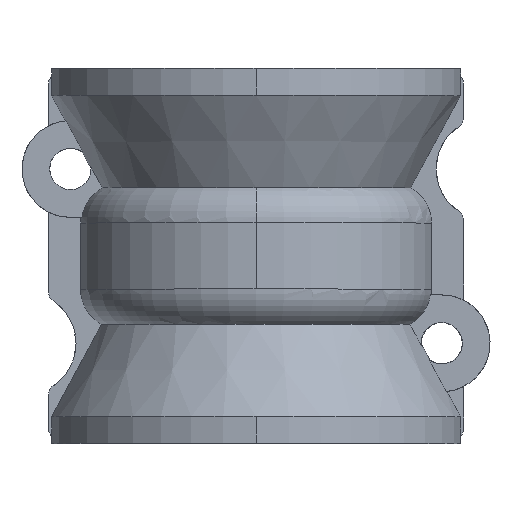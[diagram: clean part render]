
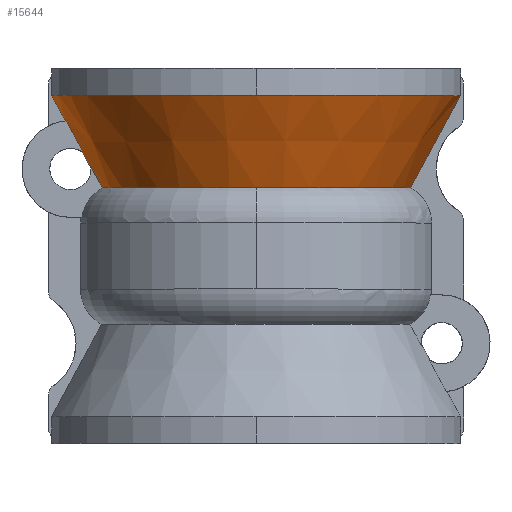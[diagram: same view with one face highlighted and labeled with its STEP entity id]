
A CAD part, top view. The second image highlights one B-rep face of the part: STEP entity #15644.
In plain terms, the highlighted conical face has half-angle 28.094 degrees and reference radius 9.726 mm.
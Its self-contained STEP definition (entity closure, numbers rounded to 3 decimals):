
#2 = CARTESIAN_POINT ( 'NONE',  ( -10.787, 6.466, 2. ) ) ;
#677 = CARTESIAN_POINT ( 'NONE',  ( -11.775, 8.382, 2.3 ) ) ;
#1011 = CARTESIAN_POINT ( 'NONE',  ( 9.577, 4.23, 2. ) ) ;
#1031 = CARTESIAN_POINT ( 'NONE',  ( -9.755, 4.663, 2.3 ) ) ;
#1295 = CARTESIAN_POINT ( 'NONE',  ( 0., 4.23, 0.3 ) ) ;
#1585 = DIRECTION ( 'NONE',  ( 0., 0., 1. ) ) ;
#1689 = EDGE_CURVE ( 'NONE', #10364, #14386, #20626, .T. ) ;
#2232 = VERTEX_POINT ( 'NONE', #6288 ) ;
#2471 = EDGE_CURVE ( 'NONE', #14386, #4997, #3170, .T. ) ;
#3170 = B_SPLINE_CURVE_WITH_KNOTS ( 'NONE', 3,
 ( #1011, #8753, #22453, #16484 ),
 .UNSPECIFIED., .F., .F.,
 ( 4, 4 ),
 ( 0., 1. ),
 .UNSPECIFIED. ) ;
#3259 = ORIENTED_EDGE ( 'NONE', *, *, #6950, .T. ) ;
#3357 = CARTESIAN_POINT ( 'NONE',  ( 0., 4.23, 10.026 ) ) ;
#4000 = CARTESIAN_POINT ( 'NONE',  ( -11.822, 8.383, 2. ) ) ;
#4210 = B_SPLINE_CURVE_WITH_KNOTS ( 'NONE', 3,
 ( #16735, #22221, #6730, #12566 ),
 .UNSPECIFIED., .F., .F.,
 ( 4, 4 ),
 ( 0.007, 0.009 ),
 .UNSPECIFIED. ) ;
#4256 = FACE_OUTER_BOUND ( 'NONE', #8311, .T. ) ;
#4337 = B_SPLINE_CURVE_WITH_KNOTS ( 'NONE', 3,
 ( #677, #15784, #11983, #4000 ),
 .UNSPECIFIED., .F., .F.,
 ( 4, 4 ),
 ( 0., 0. ),
 .UNSPECIFIED. ) ;
#4497 = CARTESIAN_POINT ( 'NONE',  ( -11.822, 8.383, 2. ) ) ;
#4518 = B_SPLINE_CURVE_WITH_KNOTS ( 'NONE', 3,
 ( #13524, #17205, #14919, #24965 ),
 .UNSPECIFIED., .F., .F.,
 ( 4, 4 ),
 ( 0., 1. ),
 .UNSPECIFIED. ) ;
#4607 = ORIENTED_EDGE ( 'NONE', *, *, #4815, .F. ) ;
#4815 = EDGE_CURVE ( 'NONE', #2232, #23054, #4518, .T. ) ;
#4895 = AXIS2_PLACEMENT_3D ( 'NONE', #11989, #19726, #14011 ) ;
#4997 = VERTEX_POINT ( 'NONE', #5783 ) ;
#5783 = CARTESIAN_POINT ( 'NONE',  ( 12.666, 9.949, 2. ) ) ;
#6098 = CARTESIAN_POINT ( 'NONE',  ( -10.729, 6.424, 2.21 ) ) ;
#6250 = CIRCLE ( 'NONE', #13127, 9.726 ) ;
#6288 = CARTESIAN_POINT ( 'NONE',  ( -10.227, 5.53, 2.3 ) ) ;
#6421 = DIRECTION ( 'NONE',  ( 0., 0., 1. ) ) ;
#6504 = CONICAL_SURFACE ( 'NONE', #4895, 9.726, 0.49 ) ;
#6509 = DIRECTION ( 'NONE',  ( 0., 0., 1. ) ) ;
#6730 = CARTESIAN_POINT ( 'NONE',  ( -11.058, 7.059, 2.3 ) ) ;
#6950 = EDGE_CURVE ( 'NONE', #15420, #16914, #4210, .T. ) ;
#8065 = ORIENTED_EDGE ( 'NONE', *, *, #19855, .F. ) ;
#8094 = ORIENTED_EDGE ( 'NONE', *, *, #16504, .T. ) ;
#8311 = EDGE_LOOP ( 'NONE', ( #4607, #14427, #23826, #18441, #17955, #22663, #17449, #21680, #24153, #3259, #8065, #8094 ) ) ;
#8753 = CARTESIAN_POINT ( 'NONE',  ( 10.468, 5.873, 2. ) ) ;
#9272 = CARTESIAN_POINT ( 'NONE',  ( -10.227, 5.53, 2.3 ) ) ;
#10364 = VERTEX_POINT ( 'NONE', #3357 ) ;
#10478 = CARTESIAN_POINT ( 'NONE',  ( -10.218, 5.413, 2. ) ) ;
#11708 = B_SPLINE_CURVE_WITH_KNOTS ( 'NONE', 3,
 ( #9272, #18408, #1031, #16503 ),
 .UNSPECIFIED., .F., .F.,
 ( 4, 4 ),
 ( 0.01, 0.012 ),
 .UNSPECIFIED. ) ;
#11936 = CARTESIAN_POINT ( 'NONE',  ( -10.759, 6.446, 2.11 ) ) ;
#11983 = CARTESIAN_POINT ( 'NONE',  ( -11.807, 8.382, 2.1 ) ) ;
#11989 = CARTESIAN_POINT ( 'NONE',  ( 0., 4.23, 0.3 ) ) ;
#12510 = CARTESIAN_POINT ( 'NONE',  ( -10.597, 6.115, 2. ) ) ;
#12566 = CARTESIAN_POINT ( 'NONE',  ( -10.699, 6.398, 2.3 ) ) ;
#12912 = B_SPLINE_CURVE_WITH_KNOTS ( 'NONE', 3,
 ( #2, #11936, #6098, #15735 ),
 .UNSPECIFIED., .F., .F.,
 ( 4, 4 ),
 ( 0., 1. ),
 .UNSPECIFIED. ) ;
#13127 = AXIS2_PLACEMENT_3D ( 'NONE', #1295, #23908, #6509 ) ;
#13379 = DIRECTION ( 'NONE',  ( 0., 1., 0. ) ) ;
#13524 = CARTESIAN_POINT ( 'NONE',  ( -10.227, 5.53, 2.3 ) ) ;
#13950 = AXIS2_PLACEMENT_3D ( 'NONE', #19042, #18528, #24769 ) ;
#14011 = DIRECTION ( 'NONE',  ( 0., 0., -1. ) ) ;
#14142 = AXIS2_PLACEMENT_3D ( 'NONE', #18707, #13379, #1585 ) ;
#14386 = VERTEX_POINT ( 'NONE', #18087 ) ;
#14427 = ORIENTED_EDGE ( 'NONE', *, *, #19363, .T. ) ;
#14874 = CARTESIAN_POINT ( 'NONE',  ( -12.385, 9.427, 2. ) ) ;
#14919 = CARTESIAN_POINT ( 'NONE',  ( -10.219, 5.449, 2.11 ) ) ;
#15177 = VERTEX_POINT ( 'NONE', #4497 ) ;
#15286 = CARTESIAN_POINT ( 'NONE',  ( -9.519, 4.23, 2.3 ) ) ;
#15420 = VERTEX_POINT ( 'NONE', #16036 ) ;
#15644 = ADVANCED_FACE ( 'NONE', ( #4256 ), #6504, .T. ) ;
#15735 = CARTESIAN_POINT ( 'NONE',  ( -10.699, 6.398, 2.3 ) ) ;
#15784 = CARTESIAN_POINT ( 'NONE',  ( -11.792, 8.382, 2.2 ) ) ;
#15829 = VERTEX_POINT ( 'NONE', #18310 ) ;
#15854 = CARTESIAN_POINT ( 'NONE',  ( -10.787, 6.466, 2. ) ) ;
#15983 = EDGE_CURVE ( 'NONE', #15829, #15177, #17413, .T. ) ;
#16036 = CARTESIAN_POINT ( 'NONE',  ( -11.775, 8.382, 2.3 ) ) ;
#16065 = CARTESIAN_POINT ( 'NONE',  ( 0., 9.949, 0.3 ) ) ;
#16484 = CARTESIAN_POINT ( 'NONE',  ( 12.666, 9.949, 2. ) ) ;
#16503 = CARTESIAN_POINT ( 'NONE',  ( -9.519, 4.23, 2.3 ) ) ;
#16504 = EDGE_CURVE ( 'NONE', #20630, #23054, #19253, .T. ) ;
#16735 = CARTESIAN_POINT ( 'NONE',  ( -11.775, 8.382, 2.3 ) ) ;
#16777 = CARTESIAN_POINT ( 'NONE',  ( -12.103, 8.905, 2. ) ) ;
#16809 = CARTESIAN_POINT ( 'NONE',  ( -10.699, 6.398, 2.3 ) ) ;
#16914 = VERTEX_POINT ( 'NONE', #16809 ) ;
#17205 = CARTESIAN_POINT ( 'NONE',  ( -10.222, 5.488, 2.21 ) ) ;
#17413 = B_SPLINE_CURVE_WITH_KNOTS ( 'NONE', 3,
 ( #22378, #14874, #16777, #22625 ),
 .UNSPECIFIED., .F., .F.,
 ( 4, 4 ),
 ( 0.018, 0.02 ),
 .UNSPECIFIED. ) ;
#17449 = ORIENTED_EDGE ( 'NONE', *, *, #21660, .F. ) ;
#17831 = VERTEX_POINT ( 'NONE', #15286 ) ;
#17955 = ORIENTED_EDGE ( 'NONE', *, *, #2471, .T. ) ;
#18087 = CARTESIAN_POINT ( 'NONE',  ( 9.577, 4.23, 2. ) ) ;
#18310 = CARTESIAN_POINT ( 'NONE',  ( -12.666, 9.949, 2. ) ) ;
#18408 = CARTESIAN_POINT ( 'NONE',  ( -9.991, 5.096, 2.3 ) ) ;
#18441 = ORIENTED_EDGE ( 'NONE', *, *, #1689, .T. ) ;
#18528 = DIRECTION ( 'NONE',  ( 0., 1., 0. ) ) ;
#18560 = VERTEX_POINT ( 'NONE', #24227 ) ;
#18707 = CARTESIAN_POINT ( 'NONE',  ( 0., 4.23, 0.3 ) ) ;
#18795 = CIRCLE ( 'NONE', #19568, 12.779 ) ;
#19042 = CARTESIAN_POINT ( 'NONE',  ( 0., 9.949, 0.3 ) ) ;
#19253 = B_SPLINE_CURVE_WITH_KNOTS ( 'NONE', 3,
 ( #15854, #12510, #20122, #10478 ),
 .UNSPECIFIED., .F., .F.,
 ( 4, 4 ),
 ( 0.022, 0.023 ),
 .UNSPECIFIED. ) ;
#19363 = EDGE_CURVE ( 'NONE', #2232, #17831, #11708, .T. ) ;
#19568 = AXIS2_PLACEMENT_3D ( 'NONE', #16065, #23815, #6421 ) ;
#19726 = DIRECTION ( 'NONE',  ( 0., 1., 0. ) ) ;
#19855 = EDGE_CURVE ( 'NONE', #20630, #16914, #12912, .T. ) ;
#20122 = CARTESIAN_POINT ( 'NONE',  ( -10.408, 5.764, 2. ) ) ;
#20626 = CIRCLE ( 'NONE', #14142, 9.726 ) ;
#20630 = VERTEX_POINT ( 'NONE', #20956 ) ;
#20956 = CARTESIAN_POINT ( 'NONE',  ( -10.787, 6.466, 2. ) ) ;
#21259 = CARTESIAN_POINT ( 'NONE',  ( -10.218, 5.413, 2. ) ) ;
#21660 = EDGE_CURVE ( 'NONE', #15829, #18560, #23683, .T. ) ;
#21680 = ORIENTED_EDGE ( 'NONE', *, *, #15983, .T. ) ;
#22007 = EDGE_CURVE ( 'NONE', #15420, #15177, #4337, .T. ) ;
#22221 = CARTESIAN_POINT ( 'NONE',  ( -11.416, 7.721, 2.3 ) ) ;
#22323 = EDGE_CURVE ( 'NONE', #17831, #10364, #6250, .T. ) ;
#22378 = CARTESIAN_POINT ( 'NONE',  ( -12.666, 9.949, 2. ) ) ;
#22453 = CARTESIAN_POINT ( 'NONE',  ( 11.498, 7.78, 2. ) ) ;
#22625 = CARTESIAN_POINT ( 'NONE',  ( -11.822, 8.383, 2. ) ) ;
#22630 = EDGE_CURVE ( 'NONE', #18560, #4997, #18795, .T. ) ;
#22663 = ORIENTED_EDGE ( 'NONE', *, *, #22630, .F. ) ;
#23054 = VERTEX_POINT ( 'NONE', #21259 ) ;
#23683 = CIRCLE ( 'NONE', #13950, 12.779 ) ;
#23815 = DIRECTION ( 'NONE',  ( 0., 1., 0. ) ) ;
#23826 = ORIENTED_EDGE ( 'NONE', *, *, #22323, .T. ) ;
#23908 = DIRECTION ( 'NONE',  ( 0., 1., 0. ) ) ;
#24153 = ORIENTED_EDGE ( 'NONE', *, *, #22007, .F. ) ;
#24227 = CARTESIAN_POINT ( 'NONE',  ( 0., 9.949, 13.079 ) ) ;
#24769 = DIRECTION ( 'NONE',  ( 0., 0., 1. ) ) ;
#24965 = CARTESIAN_POINT ( 'NONE',  ( -10.218, 5.413, 2. ) ) ;
